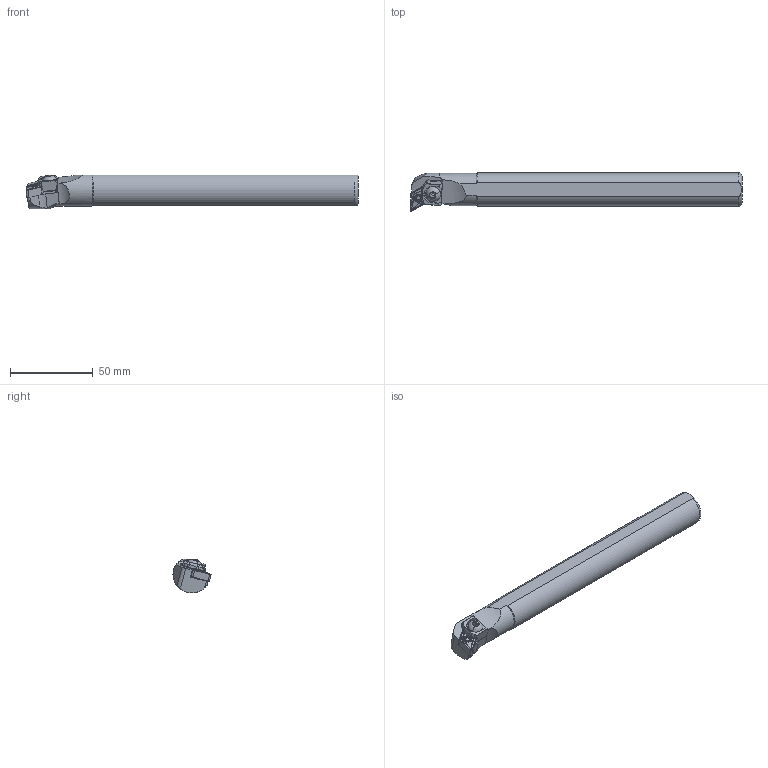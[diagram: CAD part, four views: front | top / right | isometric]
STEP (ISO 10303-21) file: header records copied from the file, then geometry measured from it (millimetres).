
FILE_DESCRIPTION (( 'STEP AP214' ), '1' );
FILE_NAME ('S20R-MDUNR-11-LIGHT.STP', '2023-10-18T06:50:55', ( '' ), ( '' ), 'SwSTEP 2.0', 'SolidWorks 2018', '' );
FILE_SCHEMA (( 'AUTOMOTIVE_DESIGN' ));
Length unit declared in the file: millimetre
Products named in the file (1): S20R-MDUNR-11-LIGHT
Bounding box: 200 x 23 x 20.4 mm (x, y, z)
Volume: 58654.8 mm3; surface area: 14006.9 mm2
Topology: 2 solids, 2 shells, 215 faces, 555 edges, 351 vertices
Faces by surface type: plane 108, cylinder 51, cone 39, torus 12, bspline 5
Entity records: 10723 total; most frequent: CARTESIAN_POINT 3198, ORIENTED_EDGE 1106, DIRECTION 1035, EDGE_CURVE 553, AXIS2_PLACEMENT_3D 362, VERTEX_POINT 351, LINE 311, VECTOR 311
